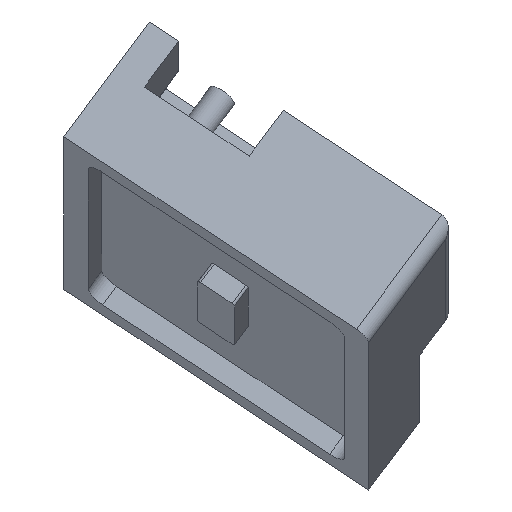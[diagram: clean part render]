
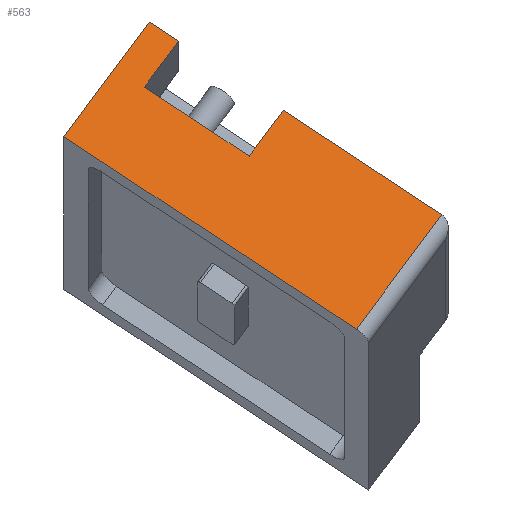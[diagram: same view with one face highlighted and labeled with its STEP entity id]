
A CAD part, left-side view. The second image highlights one B-rep face of the part: STEP entity #563.
In plain terms, the highlighted planar face has unit normal (-0.94, 0, 0.342).
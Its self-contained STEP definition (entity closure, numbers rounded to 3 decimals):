
#233=CARTESIAN_POINT('',(50.165,85.21,14.299));
#234=VERTEX_POINT('',#233);
#285=CARTESIAN_POINT('',(58.6,120.434,37.475));
#286=VERTEX_POINT('',#285);
#293=CARTESIAN_POINT('',(58.6,120.434,37.475));
#294=DIRECTION('',(-0.196,-0.819,-0.539));
#295=VECTOR('',#294,1.);
#296=LINE('',#293,#295);
#297=EDGE_CURVE('',#286,#234,#296,.T.);
#501=CARTESIAN_POINT('',(53.026,153.82,22.16));
#502=DIRECTION('',(-0.94,0.0,0.342));
#503=DIRECTION('',(-0.196,-0.819,-0.539));
#504=AXIS2_PLACEMENT_3D('',#501,#502,#503);
#505=PLANE('',#504);
#506=CARTESIAN_POINT('',(29.008,49.173,-43.828));
#507=VERTEX_POINT('',#506);
#508=CARTESIAN_POINT('',(52.549,147.471,20.851));
#509=VERTEX_POINT('',#508);
#510=CARTESIAN_POINT('',(29.008,49.173,-43.828));
#511=DIRECTION('',(0.196,0.819,0.539));
#512=VECTOR('',#511,1.);
#513=LINE('',#510,#512);
#514=EDGE_CURVE('',#507,#509,#513,.T.);
#515=ORIENTED_EDGE('',*,*,#514,.F.);
#516=CARTESIAN_POINT('',(43.017,20.494,-5.34));
#517=VERTEX_POINT('',#516);
#518=CARTESIAN_POINT('',(29.008,49.173,-43.828));
#519=DIRECTION('',(0.28,-0.574,0.77));
#520=VECTOR('',#519,1.);
#521=LINE('',#518,#520);
#522=EDGE_CURVE('',#507,#517,#521,.T.);
#523=ORIENTED_EDGE('',*,*,#522,.T.);
#524=CARTESIAN_POINT('',(55.768,73.739,29.694));
#525=VERTEX_POINT('',#524);
#526=CARTESIAN_POINT('',(55.768,73.739,29.694));
#527=DIRECTION('',(-0.196,-0.819,-0.539));
#528=VECTOR('',#527,1.);
#529=LINE('',#526,#528);
#530=EDGE_CURVE('',#525,#517,#529,.T.);
#531=ORIENTED_EDGE('',*,*,#530,.F.);
#532=CARTESIAN_POINT('',(50.165,85.21,14.299));
#533=DIRECTION('',(0.28,-0.574,0.77));
#534=VECTOR('',#533,1.);
#535=LINE('',#532,#534);
#536=EDGE_CURVE('',#234,#525,#535,.T.);
#537=ORIENTED_EDGE('',*,*,#536,.F.);
#538=ORIENTED_EDGE('',*,*,#297,.F.);
#539=CARTESIAN_POINT('',(64.204,108.962,52.87));
#540=VERTEX_POINT('',#539);
#541=CARTESIAN_POINT('',(64.204,108.962,52.87));
#542=DIRECTION('',(-0.28,0.574,-0.77));
#543=VECTOR('',#542,1.);
#544=LINE('',#541,#543);
#545=EDGE_CURVE('',#540,#286,#544,.T.);
#546=ORIENTED_EDGE('',*,*,#545,.F.);
#547=CARTESIAN_POINT('',(66.558,118.792,59.338));
#548=VERTEX_POINT('',#547);
#549=CARTESIAN_POINT('',(66.558,118.792,59.338));
#550=DIRECTION('',(-0.196,-0.819,-0.539));
#551=VECTOR('',#550,1.);
#552=LINE('',#549,#551);
#553=EDGE_CURVE('',#548,#540,#552,.T.);
#554=ORIENTED_EDGE('',*,*,#553,.F.);
#555=CARTESIAN_POINT('',(52.549,147.471,20.851));
#556=DIRECTION('',(0.28,-0.574,0.77));
#557=VECTOR('',#556,1.);
#558=LINE('',#555,#557);
#559=EDGE_CURVE('',#509,#548,#558,.T.);
#560=ORIENTED_EDGE('',*,*,#559,.F.);
#561=EDGE_LOOP('',(#515,#523,#531,#537,#538,#546,#554,#560));
#562=FACE_OUTER_BOUND('',#561,.T.);
#563=ADVANCED_FACE('',(#562),#505,.T.);
